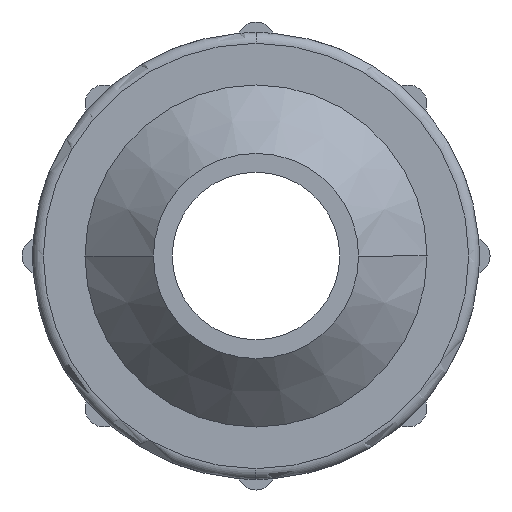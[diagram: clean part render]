
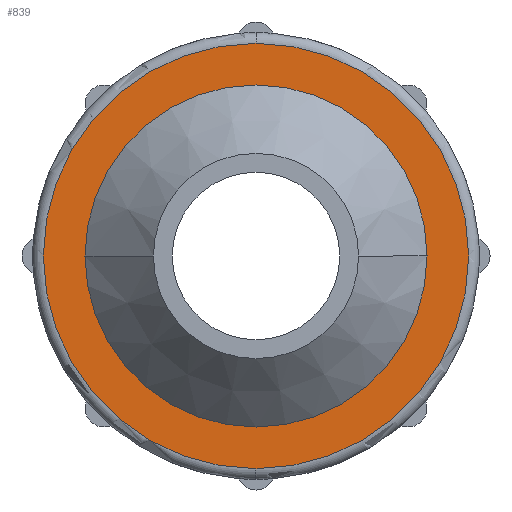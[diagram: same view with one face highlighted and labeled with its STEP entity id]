
A CAD part, left-side view. The second image highlights one B-rep face of the part: STEP entity #839.
In plain terms, the highlighted planar face has unit normal (-1, 0, 0).
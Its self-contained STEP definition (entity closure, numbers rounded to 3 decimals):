
#391 = VERTEX_POINT( '', #1021 );
#403 = EDGE_CURVE( '', #683, #603, #1033, .T. );
#457 = EDGE_CURVE( '', #603, #683, #1097, .T. );
#603 = VERTEX_POINT( '', #1259 );
#641 = EDGE_CURVE( '', #917, #391, #1301, .T. );
#683 = VERTEX_POINT( '', #1350 );
#839 = ADVANCED_FACE( '', ( #1519, #1520 ), #1521, .T. );
#877 = EDGE_CURVE( '', #391, #931, #1559, .T. );
#891 = EDGE_CURVE( '', #931, #917, #1573, .T. );
#917 = VERTEX_POINT( '', #1602 );
#931 = VERTEX_POINT( '', #1617 );
#1021 = CARTESIAN_POINT( '', ( 47.333, 0., 25.9 ) );
#1033 = CIRCLE( '', #1728, 20.833 );
#1097 = CIRCLE( '', #1808, 20.833 );
#1259 = CARTESIAN_POINT( '', ( 47.333, -20.833, 0. ) );
#1301 = CIRCLE( '', #2171, 25.9 );
#1350 = CARTESIAN_POINT( '', ( 47.333, 20.833, 0. ) );
#1519 = FACE_BOUND( '', #2603, .T. );
#1520 = FACE_OUTER_BOUND( '', #2604, .T. );
#1521 = PLANE( '', #2605 );
#1559 = CIRCLE( '', #2685, 25.9 );
#1573 = CIRCLE( '', #2701, 25.9 );
#1602 = CARTESIAN_POINT( '', ( 47.333, 0., -25.9 ) );
#1617 = CARTESIAN_POINT( '', ( 47.333, 25.9, 0. ) );
#1728 = AXIS2_PLACEMENT_3D( '', #2896, #2897, #2898 );
#1808 = AXIS2_PLACEMENT_3D( '', #3001, #3002, #3003 );
#2171 = AXIS2_PLACEMENT_3D( '', #3270, #3271, #3272 );
#2603 = EDGE_LOOP( '', ( #3546, #3547 ) );
#2604 = EDGE_LOOP( '', ( #3548, #3549, #3550 ) );
#2605 = AXIS2_PLACEMENT_3D( '', #3551, #3552, #3553 );
#2685 = AXIS2_PLACEMENT_3D( '', #3589, #3590, #3591 );
#2701 = AXIS2_PLACEMENT_3D( '', #3595, #3596, #3597 );
#2896 = CARTESIAN_POINT( '', ( 47.333, 0., 0. ) );
#2897 = DIRECTION( '', ( -1., 0., 0. ) );
#2898 = DIRECTION( '', ( 0., 1., 0. ) );
#3001 = CARTESIAN_POINT( '', ( 47.333, 0., 0. ) );
#3002 = DIRECTION( '', ( -1., 0., 0. ) );
#3003 = DIRECTION( '', ( 0., 1., 0. ) );
#3270 = CARTESIAN_POINT( '', ( 47.333, 0., 0. ) );
#3271 = DIRECTION( '', ( -1., 0., 0. ) );
#3272 = DIRECTION( '', ( 0., 1., 0. ) );
#3546 = ORIENTED_EDGE( '', *, *, #403, .F. );
#3547 = ORIENTED_EDGE( '', *, *, #457, .F. );
#3548 = ORIENTED_EDGE( '', *, *, #891, .T. );
#3549 = ORIENTED_EDGE( '', *, *, #641, .T. );
#3550 = ORIENTED_EDGE( '', *, *, #877, .T. );
#3551 = CARTESIAN_POINT( '', ( 47.333, 23.367, 0. ) );
#3552 = DIRECTION( '', ( -1., 0., 0. ) );
#3553 = DIRECTION( '', ( 0., 1., 0. ) );
#3589 = CARTESIAN_POINT( '', ( 47.333, 0., 0. ) );
#3590 = DIRECTION( '', ( -1., 0., 0. ) );
#3591 = DIRECTION( '', ( 0., 1., 0. ) );
#3595 = CARTESIAN_POINT( '', ( 47.333, 0., 0. ) );
#3596 = DIRECTION( '', ( -1., 0., 0. ) );
#3597 = DIRECTION( '', ( 0., 1., 0. ) );
